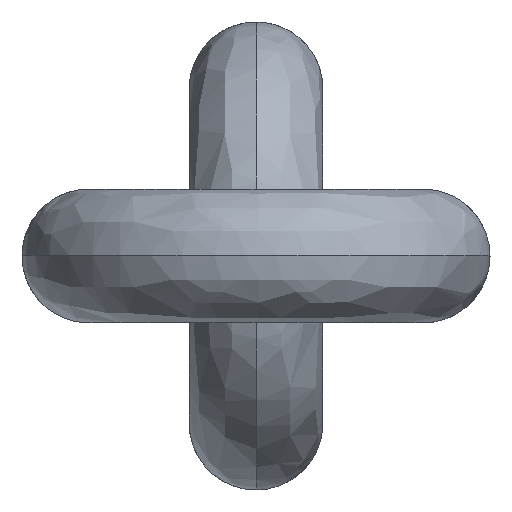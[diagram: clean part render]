
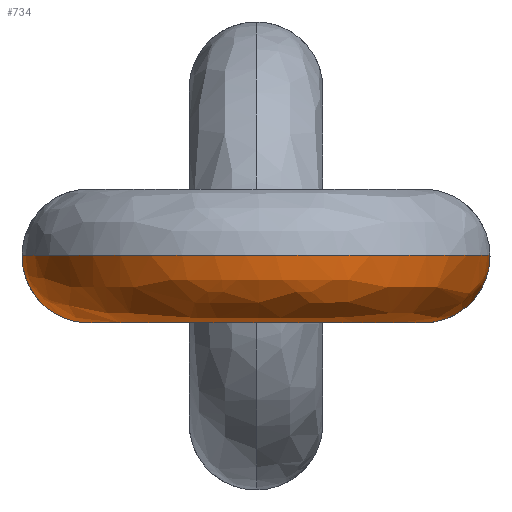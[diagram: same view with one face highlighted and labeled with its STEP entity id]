
A CAD part, left-side view. The second image highlights one B-rep face of the part: STEP entity #734.
In plain terms, the highlighted free-form (B-spline) face has degree [2, 2] with [5, 7] control points.
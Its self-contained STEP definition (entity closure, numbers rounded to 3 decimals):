
#90=CARTESIAN_POINT('',(5.25,2.254,-0.105));
#91=VERTEX_POINT('',#90);
#107=CARTESIAN_POINT('',(5.25,3.75,-1.5));
#108=VERTEX_POINT('',#107);
#109=CARTESIAN_POINT('',(5.25,3.75,-1.5));
#110=CARTESIAN_POINT('',(5.25,2.351,-1.5));
#111=CARTESIAN_POINT('',(5.25,2.254,-0.105));
#119=(BOUNDED_CURVE()B_SPLINE_CURVE(2,(#109,#110,#111),.UNSPECIFIED.,.F.,.U.)B_SPLINE_CURVE_WITH_KNOTS((3,3),(0.5,0.738),.UNSPECIFIED.)CURVE()GEOMETRIC_REPRESENTATION_ITEM()RATIONAL_B_SPLINE_CURVE((1.0,0.721,0.973))REPRESENTATION_ITEM(''));
#120=EDGE_CURVE('',#108,#91,#119,.T.);
#122=CARTESIAN_POINT('',(5.25,5.25,0.019));
#123=VERTEX_POINT('',#122);
#124=CARTESIAN_POINT('',(5.25,5.25,0.019));
#125=CARTESIAN_POINT('',(5.25,5.25,0.009));
#126=CARTESIAN_POINT('',(5.25,5.25,0.));
#127=CARTESIAN_POINT('',(5.25,5.25,-1.5));
#128=CARTESIAN_POINT('',(5.25,3.75,-1.5));
#136=(BOUNDED_CURVE()B_SPLINE_CURVE(2,(#124,#125,#126,#127,#128),.UNSPECIFIED.,.F.,.U.)B_SPLINE_CURVE_WITH_KNOTS((3,2,3),(0.248,0.25,0.5),.UNSPECIFIED.)CURVE()GEOMETRIC_REPRESENTATION_ITEM()RATIONAL_B_SPLINE_CURVE((0.995,0.997,1.0,0.707,1.0))REPRESENTATION_ITEM(''));
#137=EDGE_CURVE('',#123,#108,#136,.T.);
#400=CARTESIAN_POINT('',(5.25,-5.25,0.019));
#401=VERTEX_POINT('',#400);
#415=CARTESIAN_POINT('',(5.25,-3.75,-1.5));
#416=VERTEX_POINT('',#415);
#417=CARTESIAN_POINT('',(5.25,-3.75,-1.5));
#418=CARTESIAN_POINT('',(5.25,-5.25,-1.5));
#419=CARTESIAN_POINT('',(5.25,-5.25,0.));
#420=CARTESIAN_POINT('',(5.25,-5.25,0.009));
#421=CARTESIAN_POINT('',(5.25,-5.25,0.019));
#429=(BOUNDED_CURVE()B_SPLINE_CURVE(2,(#417,#418,#419,#420,#421),.UNSPECIFIED.,.F.,.U.)B_SPLINE_CURVE_WITH_KNOTS((3,2,3),(0.5,0.75,0.752),.UNSPECIFIED.)CURVE()GEOMETRIC_REPRESENTATION_ITEM()RATIONAL_B_SPLINE_CURVE((1.0,0.707,1.0,0.997,0.995))REPRESENTATION_ITEM(''));
#430=EDGE_CURVE('',#416,#401,#429,.T.);
#432=CARTESIAN_POINT('',(5.25,-2.351,-0.541));
#433=VERTEX_POINT('',#432);
#434=CARTESIAN_POINT('',(5.25,-2.351,-0.541));
#435=CARTESIAN_POINT('',(5.25,-2.722,-1.5));
#436=CARTESIAN_POINT('',(5.25,-3.75,-1.5));
#444=(BOUNDED_CURVE()B_SPLINE_CURVE(2,(#434,#435,#436),.UNSPECIFIED.,.F.,.U.)B_SPLINE_CURVE_WITH_KNOTS((3,3),(0.311,0.5),.UNSPECIFIED.)CURVE()GEOMETRIC_REPRESENTATION_ITEM()RATIONAL_B_SPLINE_CURVE((0.892,0.779,1.0))REPRESENTATION_ITEM(''));
#445=EDGE_CURVE('',#433,#416,#444,.T.);
#485=CARTESIAN_POINT('',(5.25,-2.254,-0.105));
#486=VERTEX_POINT('',#485);
#487=CARTESIAN_POINT('',(5.25,-2.254,-0.105));
#488=CARTESIAN_POINT('',(5.25,-2.269,-0.33));
#489=CARTESIAN_POINT('',(5.25,-2.351,-0.541));
#497=(BOUNDED_CURVE()B_SPLINE_CURVE(2,(#487,#488,#489),.UNSPECIFIED.,.F.,.U.)B_SPLINE_CURVE_WITH_KNOTS((3,3),(0.262,0.311),.UNSPECIFIED.)CURVE()GEOMETRIC_REPRESENTATION_ITEM()RATIONAL_B_SPLINE_CURVE((0.973,0.921,0.892))REPRESENTATION_ITEM(''));
#498=EDGE_CURVE('',#486,#433,#497,.T.);
#654=CARTESIAN_POINT('',(5.567,2.23,-0.083));
#655=CARTESIAN_POINT('',(2.965,2.6,-0.083));
#656=CARTESIAN_POINT('',(2.998,-0.028,-0.083));
#657=CARTESIAN_POINT('',(3.03,-2.594,-0.083));
#658=CARTESIAN_POINT('',(5.57,-2.229,-0.083));
#659=CARTESIAN_POINT('',(5.567,2.23,-0.094));
#660=CARTESIAN_POINT('',(2.964,2.601,-0.094));
#661=CARTESIAN_POINT('',(2.997,-0.028,-0.094));
#662=CARTESIAN_POINT('',(3.03,-2.595,-0.094));
#663=CARTESIAN_POINT('',(5.571,-2.23,-0.094));
#664=CARTESIAN_POINT('',(5.581,2.329,-1.518));
#665=CARTESIAN_POINT('',(2.863,2.716,-1.518));
#666=CARTESIAN_POINT('',(2.898,-0.03,-1.518));
#667=CARTESIAN_POINT('',(2.931,-2.71,-1.518));
#668=CARTESIAN_POINT('',(5.585,-2.328,-1.518));
#669=CARTESIAN_POINT('',(5.781,3.731,-1.5));
#670=CARTESIAN_POINT('',(1.426,4.351,-1.5));
#671=CARTESIAN_POINT('',(1.481,-0.047,-1.5));
#672=CARTESIAN_POINT('',(1.535,-4.342,-1.5));
#673=CARTESIAN_POINT('',(5.786,-3.731,-1.5));
#674=CARTESIAN_POINT('',(5.992,5.216,-1.481));
#675=CARTESIAN_POINT('',(-0.096,6.083,-1.481));
#676=CARTESIAN_POINT('',(-0.018,-0.066,-1.481));
#677=CARTESIAN_POINT('',(0.057,-6.069,-1.481));
#678=CARTESIAN_POINT('',(6.,-5.215,-1.481));
#679=CARTESIAN_POINT('',(5.99,5.197,0.029));
#680=CARTESIAN_POINT('',(-0.076,6.061,0.029));
#681=CARTESIAN_POINT('',(0.001,-0.066,0.029));
#682=CARTESIAN_POINT('',(0.076,-6.048,0.029));
#683=CARTESIAN_POINT('',(5.997,-5.196,0.029));
#684=CARTESIAN_POINT('',(5.99,5.197,0.04));
#685=CARTESIAN_POINT('',(-0.076,6.06,0.04));
#686=CARTESIAN_POINT('',(0.001,-0.066,0.04));
#687=CARTESIAN_POINT('',(0.076,-6.047,0.04));
#688=CARTESIAN_POINT('',(5.997,-5.196,0.04));
#696=(BOUNDED_SURFACE()B_SPLINE_SURFACE(2,2,((#654,#659,#664,#669,#674,#679,#684),(#655,#660,#665,#670,#675,#680,#685),(#656,#661,#666,#671,#676,#681,#686),(#657,#662,#667,#672,#677,#682,#687),(#658,#663,#668,#673,#678,#683,#688)),.UNSPECIFIED.,.F.,.F.,.U.)B_SPLINE_SURFACE_WITH_KNOTS((3,2,3),(3,1,2,1,3),(0.0,9.661,19.171),(0.0,0.024,2.41,4.896,4.92),.UNSPECIFIED.)GEOMETRIC_REPRESENTATION_ITEM()RATIONAL_B_SPLINE_SURFACE(((0.979,0.976,0.716,0.996,0.704,0.999,1.002),(0.638,0.636,0.467,0.649,0.459,0.651,0.653),(0.983,0.98,0.719,1.0,0.707,1.003,1.006),(0.643,0.642,0.471,0.655,0.463,0.657,0.659),(0.968,0.966,0.708,0.985,0.697,0.988,0.991)))REPRESENTATION_ITEM('')SURFACE());
#697=ORIENTED_EDGE('',*,*,#120,.T.);
#698=CARTESIAN_POINT('',(5.25,2.254,-0.105));
#699=CARTESIAN_POINT('',(2.968,2.254,-0.105));
#700=CARTESIAN_POINT('',(2.997,-0.028,-0.105));
#701=CARTESIAN_POINT('',(3.024,-2.254,-0.105));
#702=CARTESIAN_POINT('',(5.25,-2.254,-0.105));
#710=(BOUNDED_CURVE()B_SPLINE_CURVE(2,(#698,#699,#700,#701,#702),.UNSPECIFIED.,.F.,.U.)B_SPLINE_CURVE_WITH_KNOTS((3,2,3),(-3.809,-2.0,-0.222),.UNSPECIFIED.)CURVE()GEOMETRIC_REPRESENTATION_ITEM()RATIONAL_B_SPLINE_CURVE((0.918,0.666,0.978,0.671,0.91))REPRESENTATION_ITEM(''));
#711=EDGE_CURVE('',#91,#486,#710,.T.);
#712=ORIENTED_EDGE('',*,*,#711,.T.);
#713=ORIENTED_EDGE('',*,*,#498,.T.);
#714=ORIENTED_EDGE('',*,*,#445,.T.);
#715=ORIENTED_EDGE('',*,*,#430,.T.);
#716=CARTESIAN_POINT('',(5.25,5.25,0.019));
#717=CARTESIAN_POINT('',(-0.066,5.25,0.019));
#718=CARTESIAN_POINT('',(0.001,-0.066,0.019));
#719=CARTESIAN_POINT('',(0.066,-5.25,0.019));
#720=CARTESIAN_POINT('',(5.25,-5.25,0.019));
#728=(BOUNDED_CURVE()B_SPLINE_CURVE(2,(#716,#717,#718,#719,#720),.UNSPECIFIED.,.F.,.U.)B_SPLINE_CURVE_WITH_KNOTS((3,2,3),(-3.809,-2.0,-0.222),.UNSPECIFIED.)CURVE()GEOMETRIC_REPRESENTATION_ITEM()RATIONAL_B_SPLINE_CURVE((0.939,0.681,1.0,0.686,0.931))REPRESENTATION_ITEM(''));
#729=EDGE_CURVE('',#123,#401,#728,.T.);
#730=ORIENTED_EDGE('',*,*,#729,.F.);
#731=ORIENTED_EDGE('',*,*,#137,.T.);
#732=EDGE_LOOP('',(#697,#712,#713,#714,#715,#730,#731));
#733=FACE_OUTER_BOUND('',#732,.T.);
#734=ADVANCED_FACE('',(#733),#696,.T.);
